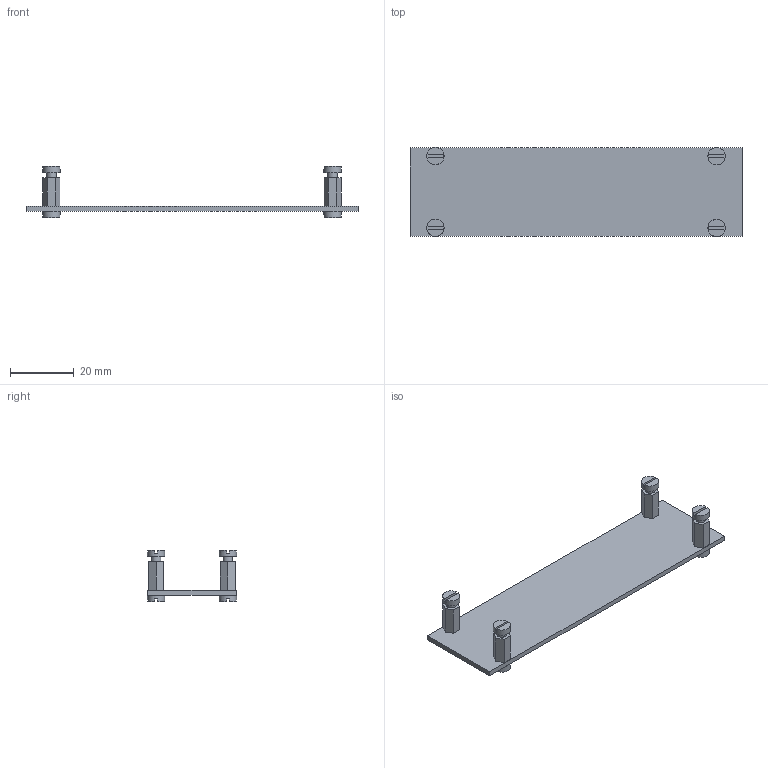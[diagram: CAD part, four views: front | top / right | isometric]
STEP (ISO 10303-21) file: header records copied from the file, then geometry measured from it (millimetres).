
FILE_DESCRIPTION(('KiCad electronic assembly'),'2;1');
FILE_NAME('DeeJcover.step','2024-04-05T08:51:20',('Pcbnew'),('Kicad'), 'Open CASCADE STEP processor 7.6','KiCad to STEP converter','Unknown' );
FILE_SCHEMA(('AUTOMOTIVE_DESIGN { 1 0 10303 214 1 1 1 1 }'));
Length unit declared in the file: millimetre
Products named in the file (4): DeeJcover 1; m3spacer9mm; COMPOUND; PCB
Assembly tree (6 placements, depth 3):
  DeeJcover 1
    m3spacer9mm  x4
      COMPOUND
    PCB
Bounding box: 104.4 x 28 x 16.2 mm (x, y, z)
Volume: 5623.5 mm3; surface area: 7870.2 mm2
Topology: 21 solids, 21 shells, 122 faces, 240 edges, 160 vertices
Faces by surface type: plane 102, cylinder 20
Full cylindrical faces by diameter (mm): 3 x12, 5.4 x8
Entity records: 2223 total; most frequent: CARTESIAN_POINT 415, DIRECTION 334, LINE 186, VECTOR 186, ORIENTED_EDGE 156, PCURVE 156, DEFINITIONAL_REPRESENTATION 156, EDGE_CURVE 78
